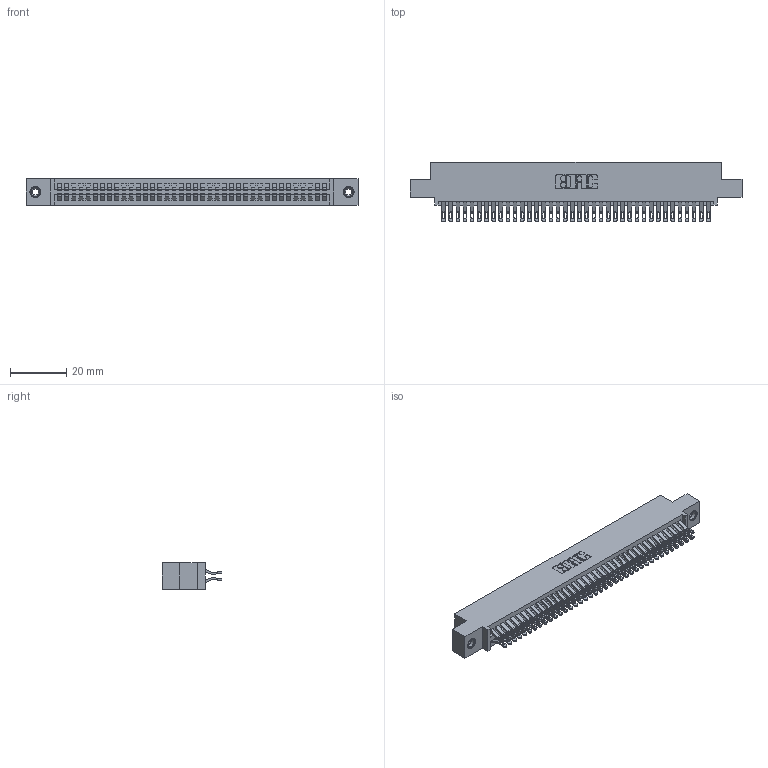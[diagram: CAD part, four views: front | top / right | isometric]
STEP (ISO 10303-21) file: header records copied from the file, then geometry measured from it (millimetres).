
FILE_DESCRIPTION (( 'STEP AP203' ), '1' );
FILE_NAME ('345-076-555-508.STEP', '2019-10-31T13:21:47', ( '' ), ( '' ), 'SwSTEP 2.0', 'SolidWorks 2016', '' );
FILE_SCHEMA (( 'CONFIG_CONTROL_DESIGN' ));
Length unit declared in the file: inch
Products named in the file (4): 345-292-001_555 Tail; 345-250-001_345-250-003-102; 345-076-555-508; 345 Part_0.110 Offset - 0.156 Dia-TI
Assembly tree (79 placements, depth 2):
  345-076-555-508
    345 Part_0.110 Offset - 0.156 Dia-TI
    345-292-001_555 Tail  x76
    345-250-001_345-250-003-102  x2
Bounding box: 117.73 x 21.13 x 9.4 mm (x, y, z)
Volume: 11539.7 mm3; surface area: 17853.2 mm2
Topology: 79 solids, 79 shells, 4446 faces, 13941 edges, 9286 vertices
Faces by surface type: plane 2472, cylinder 1958, cone 12, torus 4
Entity records: 31998 total; most frequent: CARTESIAN_POINT 5385, ORIENTED_EDGE 5282, DIRECTION 4747, EDGE_CURVE 2641, LINE 2317, VECTOR 2317, VERTEX_POINT 1756, AXIS2_PLACEMENT_3D 1215
